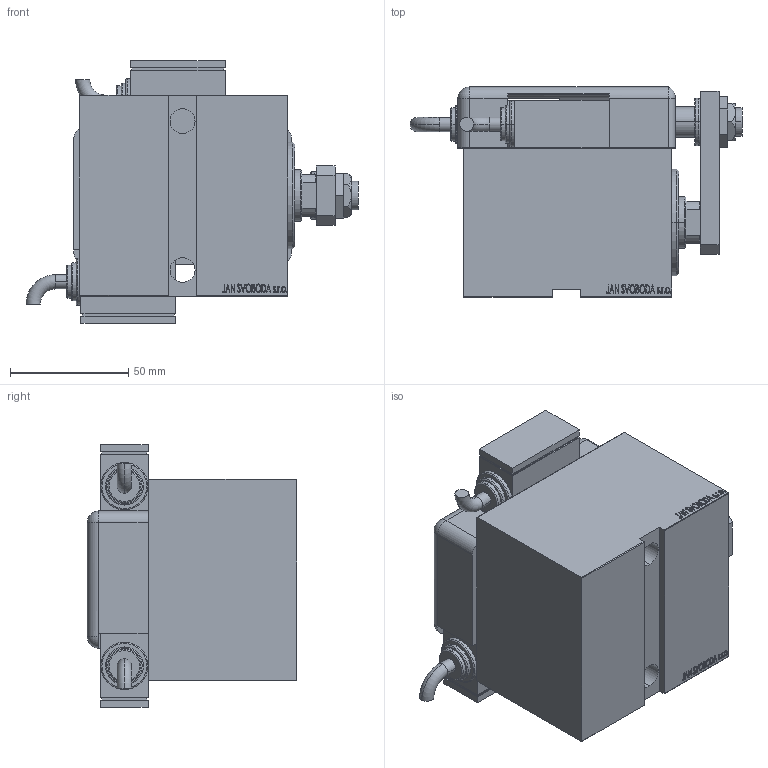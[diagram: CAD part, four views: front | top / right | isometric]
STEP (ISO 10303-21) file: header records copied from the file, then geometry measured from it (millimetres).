
FILE_DESCRIPTION (( 'STEP AP203' ), '1' );
FILE_NAME ('4352.STEP', '2021-03-18T23:22:09', ( '' ), ( '' ), 'SwSTEP 2.0', 'SolidWorks 2019', '' );
FILE_SCHEMA (( 'CONFIG_CONTROL_DESIGN' ));
Length unit declared in the file: millimetre
Products named in the file (13): V450CM_E_VCP f14c26848cbe24b7d9c1d7ecba7c65e8; SWITCH_Q_FRONT_BACK f14c26848cbe24b7d9c1d7ecba7c65e8; ZARAZKA_Q f14c26848cbe24b7d9c1d7ecba7c65e8; TYC f14c26848cbe24b7d9c1d7ecba7c65e8; SWITCH Q f14c26848cbe24b7d9c1d7ecba7c65e8; V450CM_E f14c26848cbe24b7d9c1d7ecba7c65e8; SWITCH DIM A_G f14c26848cbe24b7d9c1d7ecba7c65e8; MAGNETIC SWITCH Q f14c26848cbe24b7d9c1d7ecba7c65e8; 4352; KRYT f14c26848cbe24b7d9c1d7ecba7c65e8; V450CM_VC_B f14c26848cbe24b7d9c1d7ecba7c65e8; NUT_D13 f14c26848cbe24b7d9c1d7ecba7c65e8; NUT_D19 f14c26848cbe24b7d9c1d7ecba7c65e8
Assembly tree (13 placements, depth 3):
  4352
    V450CM_E f14c26848cbe24b7d9c1d7ecba7c65e8
    V450CM_E_VCP f14c26848cbe24b7d9c1d7ecba7c65e8
    V450CM_VC_B f14c26848cbe24b7d9c1d7ecba7c65e8
    MAGNETIC SWITCH Q f14c26848cbe24b7d9c1d7ecba7c65e8
      SWITCH_Q_FRONT_BACK f14c26848cbe24b7d9c1d7ecba7c65e8
      TYC f14c26848cbe24b7d9c1d7ecba7c65e8
      ZARAZKA_Q f14c26848cbe24b7d9c1d7ecba7c65e8
      SWITCH DIM A_G f14c26848cbe24b7d9c1d7ecba7c65e8
      NUT_D19 f14c26848cbe24b7d9c1d7ecba7c65e8
      NUT_D13 f14c26848cbe24b7d9c1d7ecba7c65e8
      KRYT f14c26848cbe24b7d9c1d7ecba7c65e8
      SWITCH Q f14c26848cbe24b7d9c1d7ecba7c65e8  x2
Bounding box: 140.46 x 88.8 x 111 mm (x, y, z)
Volume: 555229.7 mm3; surface area: 121484 mm2
Topology: 13 solids, 13 shells, 1235 faces, 3136 edges, 2071 vertices
Faces by surface type: plane 617, bspline 471, cylinder 101, cone 22, torus 22, sphere 2
Entity records: 58687 total; most frequent: CARTESIAN_POINT 31388, ORIENTED_EDGE 6076, DIRECTION 3802, EDGE_CURVE 3038, VERTEX_POINT 2011, LINE 1828, VECTOR 1828, EDGE_LOOP 1359
